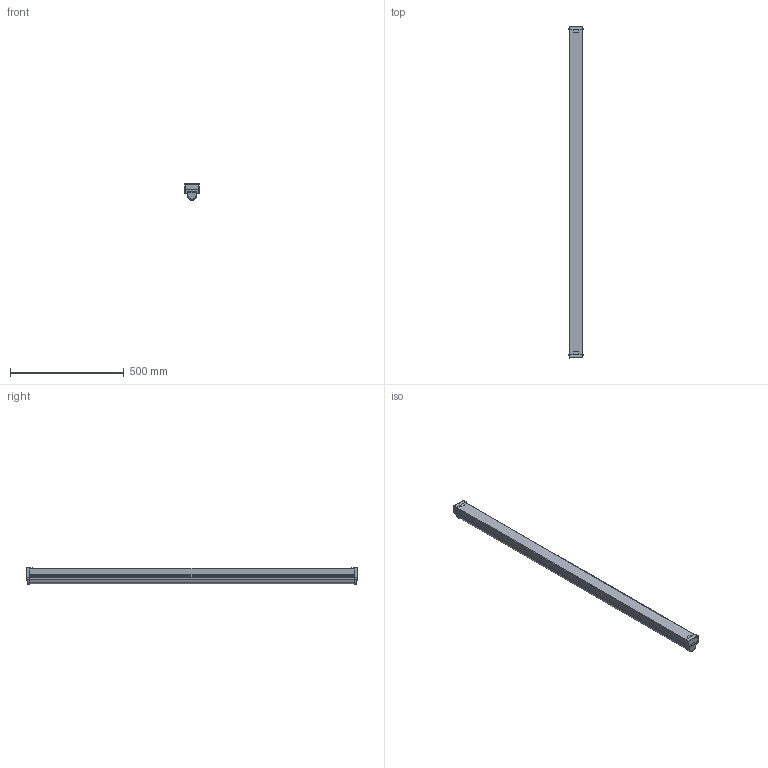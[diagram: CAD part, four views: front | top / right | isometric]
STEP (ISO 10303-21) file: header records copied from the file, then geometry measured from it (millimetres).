
FILE_DESCRIPTION (( 'STEP AP214' ), '1' );
FILE_NAME ('LN_UO_G2_1500.STEP', '2024-05-03T11:10:46', ( '' ), ( '' ), 'SwSTEP 2.0', 'SolidWorks 2022', '' );
FILE_SCHEMA (( 'AUTOMOTIVE_DESIGN' ));
Length unit declared in the file: millimetre
Products named in the file (1): LN_UO_G2_1500
Bounding box: 61.8 x 1458.42 x 72.76 mm (x, y, z)
Volume: 377413.6 mm3; surface area: 913725.5 mm2
Topology: 7 solids, 7 shells, 244 faces, 608 edges, 380 vertices
Faces by surface type: plane 128, cylinder 82, sphere 16, torus 8, bspline 6, cone 4
Entity records: 10980 total; most frequent: CARTESIAN_POINT 2471, ORIENTED_EDGE 1216, DIRECTION 1150, EDGE_CURVE 608, VECTOR 408, LINE 408, VERTEX_POINT 380, AXIS2_PLACEMENT_3D 371
